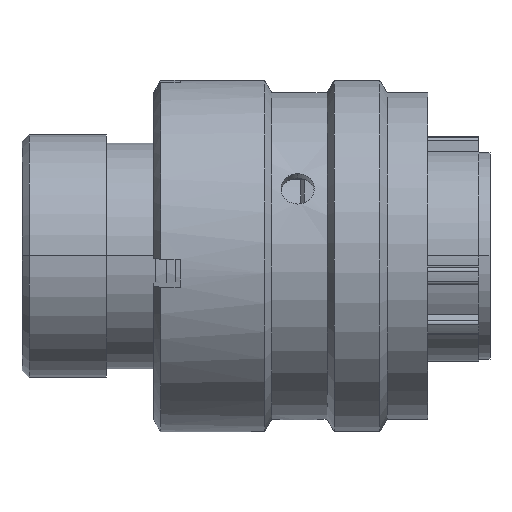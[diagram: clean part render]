
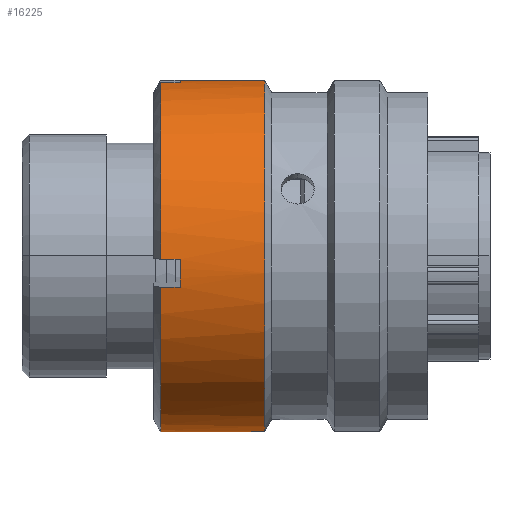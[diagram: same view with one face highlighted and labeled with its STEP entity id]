
A CAD part, top view. The second image highlights one B-rep face of the part: STEP entity #16225.
In plain terms, the highlighted cylindrical face has radius 12.55 mm (diameter 25.1 mm), a partial arc.
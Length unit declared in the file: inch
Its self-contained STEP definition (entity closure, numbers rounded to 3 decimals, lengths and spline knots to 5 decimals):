
#371 = CARTESIAN_POINT ( 'NONE',  ( 0.3889, 0.48611, 0.08847 ) ) ;
#748 = CARTESIAN_POINT ( 'NONE',  ( 0.3889, -0.08847, 0.48611 ) ) ;
#1295 = DIRECTION ( 'NONE',  ( 1., 0., 0. ) ) ;
#1350 = DIRECTION ( 'NONE',  ( 0., -0.1, 0.995 ) ) ;
#1545 = DIRECTION ( 'NONE',  ( 1., 0., 0. ) ) ;
#1909 = EDGE_CURVE ( 'NONE', #10083, #32646, #11488, .T. ) ;
#2077 = VECTOR ( 'NONE', #18998, 39.37008 ) ;
#2078 = VERTEX_POINT ( 'NONE', #25118 ) ;
#2111 = CARTESIAN_POINT ( 'NONE',  ( 0.3889, -0.01013, 0.49399 ) ) ;
#2199 = CARTESIAN_POINT ( 'NONE',  ( 0.68102, 0.49161, 0.04945 ) ) ;
#2444 = LINE ( 'NONE', #26056, #8723 ) ;
#2600 = EDGE_CURVE ( 'NONE', #31833, #17115, #9188, .T. ) ;
#3423 = DIRECTION ( 'NONE',  ( 1., 0., 0. ) ) ;
#3575 = AXIS2_PLACEMENT_3D ( 'NONE', #19451, #3423, #22194 ) ;
#3745 = ORIENTED_EDGE ( 'NONE', *, *, #24529, .T. ) ;
#3776 = CARTESIAN_POINT ( 'NONE',  ( 0.44402, -0.01013, 0.49399 ) ) ;
#3853 = CYLINDRICAL_SURFACE ( 'NONE', #4390, 0.49409 ) ;
#4016 = CARTESIAN_POINT ( 'NONE',  ( 0.68102, 0., 0. ) ) ;
#4390 = AXIS2_PLACEMENT_3D ( 'NONE', #33545, #30847, #12128 ) ;
#4515 = LINE ( 'NONE', #9521, #24281 ) ;
#4829 = ORIENTED_EDGE ( 'NONE', *, *, #30511, .T. ) ;
#4852 = CARTESIAN_POINT ( 'NONE',  ( 0.44402, 0., 0. ) ) ;
#5538 = DIRECTION ( 'NONE',  ( 0., 0.995, 0.1 ) ) ;
#5821 = CARTESIAN_POINT ( 'NONE',  ( 0.44402, -0.08847, 0.48611 ) ) ;
#6658 = ORIENTED_EDGE ( 'NONE', *, *, #32537, .T. ) ;
#6733 = ORIENTED_EDGE ( 'NONE', *, *, #22643, .T. ) ;
#6869 = VECTOR ( 'NONE', #16872, 39.37008 ) ;
#6910 = VERTEX_POINT ( 'NONE', #2111 ) ;
#7230 = FACE_OUTER_BOUND ( 'NONE', #8585, .T. ) ;
#7425 = CARTESIAN_POINT ( 'NONE',  ( 0.3889, 0., 0. ) ) ;
#7553 = DIRECTION ( 'NONE',  ( 0., -0.995, -0.1 ) ) ;
#7931 = CARTESIAN_POINT ( 'NONE',  ( 1.1389, 0.48611, 0.08847 ) ) ;
#8366 = AXIS2_PLACEMENT_3D ( 'NONE', #17591, #1545, #20298 ) ;
#8585 = EDGE_LOOP ( 'NONE', ( #3745, #4829, #23787, #29200, #30760, #6733, #17876, #6658, #24441, #9634, #30113, #23290 ) ) ;
#8723 = VECTOR ( 'NONE', #23471, 39.37008 ) ;
#9188 = LINE ( 'NONE', #29720, #2077 ) ;
#9521 = CARTESIAN_POINT ( 'NONE',  ( 1.1389, -0.49399, -0.01013 ) ) ;
#9634 = ORIENTED_EDGE ( 'NONE', *, *, #2600, .T. ) ;
#9991 = EDGE_CURVE ( 'NONE', #24546, #10083, #2444, .T. ) ;
#10068 = DIRECTION ( 'NONE',  ( 0., 0.995, 0.1 ) ) ;
#10083 = VERTEX_POINT ( 'NONE', #2199 ) ;
#10601 = DIRECTION ( 'NONE',  ( -1., 0., 0. ) ) ;
#11488 = CIRCLE ( 'NONE', #15857, 0.49409 ) ;
#12116 = EDGE_CURVE ( 'NONE', #17115, #33323, #33036, .T. ) ;
#12128 = DIRECTION ( 'NONE',  ( 0., 0.995, 0.1 ) ) ;
#12741 = CARTESIAN_POINT ( 'NONE',  ( 0.44402, 0.48611, 0.08847 ) ) ;
#13389 = VECTOR ( 'NONE', #10601, 39.37008 ) ;
#13872 = CIRCLE ( 'NONE', #3575, 0.49409 ) ;
#13940 = LINE ( 'NONE', #30280, #6869 ) ;
#14873 = CARTESIAN_POINT ( 'NONE',  ( 0.44402, 0.49161, 0.04945 ) ) ;
#15337 = DIRECTION ( 'NONE',  ( 1., 0., 0. ) ) ;
#15857 = AXIS2_PLACEMENT_3D ( 'NONE', #4016, #1295, #5538 ) ;
#16225 = ADVANCED_FACE ( 'NONE', ( #7230 ), #3853, .T. ) ;
#16872 = DIRECTION ( 'NONE',  ( 1., 0., 0. ) ) ;
#17115 = VERTEX_POINT ( 'NONE', #748 ) ;
#17272 = EDGE_CURVE ( 'NONE', #33323, #31394, #4515, .T. ) ;
#17404 = DIRECTION ( 'NONE',  ( 1., 0., 0. ) ) ;
#17591 = CARTESIAN_POINT ( 'NONE',  ( 0.44402, 0., 0. ) ) ;
#17876 = ORIENTED_EDGE ( 'NONE', *, *, #28566, .T. ) ;
#18609 = EDGE_CURVE ( 'NONE', #24546, #34638, #29495, .T. ) ;
#18998 = DIRECTION ( 'NONE',  ( -1., 0., 0. ) ) ;
#19276 = CARTESIAN_POINT ( 'NONE',  ( 0.3889, -0.49399, -0.01013 ) ) ;
#19442 = CIRCLE ( 'NONE', #8366, 0.49409 ) ;
#19451 = CARTESIAN_POINT ( 'NONE',  ( 0.3889, 0., 0. ) ) ;
#20189 = DIRECTION ( 'NONE',  ( 1., 0., 0. ) ) ;
#20298 = DIRECTION ( 'NONE',  ( 0., 0.1, -0.995 ) ) ;
#20761 = CIRCLE ( 'NONE', #30378, 0.49409 ) ;
#21184 = VECTOR ( 'NONE', #15337, 39.37008 ) ;
#22194 = DIRECTION ( 'NONE',  ( 0., 0.995, 0.1 ) ) ;
#22643 = EDGE_CURVE ( 'NONE', #34638, #29714, #27737, .T. ) ;
#23290 = ORIENTED_EDGE ( 'NONE', *, *, #17272, .T. ) ;
#23471 = DIRECTION ( 'NONE',  ( 1., 0., 0. ) ) ;
#23659 = DIRECTION ( 'NONE',  ( 1., 0., 0. ) ) ;
#23787 = ORIENTED_EDGE ( 'NONE', *, *, #1909, .F. ) ;
#24281 = VECTOR ( 'NONE', #20189, 39.37008 ) ;
#24441 = ORIENTED_EDGE ( 'NONE', *, *, #30254, .T. ) ;
#24529 = EDGE_CURVE ( 'NONE', #31394, #2078, #19442, .T. ) ;
#24546 = VERTEX_POINT ( 'NONE', #14873 ) ;
#25118 = CARTESIAN_POINT ( 'NONE',  ( 0.44402, -0.49161, -0.04945 ) ) ;
#26056 = CARTESIAN_POINT ( 'NONE',  ( 1.1389, 0.49161, 0.04945 ) ) ;
#26213 = DIRECTION ( 'NONE',  ( 1., 0., 0. ) ) ;
#27101 = AXIS2_PLACEMENT_3D ( 'NONE', #33507, #17404, #1350 ) ;
#27170 = VERTEX_POINT ( 'NONE', #3776 ) ;
#27737 = LINE ( 'NONE', #7931, #13389 ) ;
#28348 = LINE ( 'NONE', #31464, #21184 ) ;
#28484 = CARTESIAN_POINT ( 'NONE',  ( 0.44402, -0.49399, -0.01013 ) ) ;
#28566 = EDGE_CURVE ( 'NONE', #29714, #6910, #13872, .T. ) ;
#29200 = ORIENTED_EDGE ( 'NONE', *, *, #9991, .F. ) ;
#29495 = CIRCLE ( 'NONE', #27101, 0.49409 ) ;
#29714 = VERTEX_POINT ( 'NONE', #371 ) ;
#29720 = CARTESIAN_POINT ( 'NONE',  ( 1.1389, -0.08847, 0.48611 ) ) ;
#30113 = ORIENTED_EDGE ( 'NONE', *, *, #12116, .T. ) ;
#30254 = EDGE_CURVE ( 'NONE', #27170, #31833, #20761, .T. ) ;
#30280 = CARTESIAN_POINT ( 'NONE',  ( 1.1389, -0.49161, -0.04945 ) ) ;
#30378 = AXIS2_PLACEMENT_3D ( 'NONE', #4852, #23659, #7553 ) ;
#30511 = EDGE_CURVE ( 'NONE', #2078, #32646, #13940, .T. ) ;
#30760 = ORIENTED_EDGE ( 'NONE', *, *, #18609, .T. ) ;
#30847 = DIRECTION ( 'NONE',  ( 1., 0., 0. ) ) ;
#31394 = VERTEX_POINT ( 'NONE', #28484 ) ;
#31464 = CARTESIAN_POINT ( 'NONE',  ( 1.1389, -0.01013, 0.49399 ) ) ;
#31833 = VERTEX_POINT ( 'NONE', #5821 ) ;
#32153 = CARTESIAN_POINT ( 'NONE',  ( 0.68102, -0.49161, -0.04945 ) ) ;
#32537 = EDGE_CURVE ( 'NONE', #6910, #27170, #28348, .T. ) ;
#32646 = VERTEX_POINT ( 'NONE', #32153 ) ;
#33036 = CIRCLE ( 'NONE', #34723, 0.49409 ) ;
#33323 = VERTEX_POINT ( 'NONE', #19276 ) ;
#33507 = CARTESIAN_POINT ( 'NONE',  ( 0.44402, 0., 0. ) ) ;
#33545 = CARTESIAN_POINT ( 'NONE',  ( 1.1389, 0., 0. ) ) ;
#34638 = VERTEX_POINT ( 'NONE', #12741 ) ;
#34723 = AXIS2_PLACEMENT_3D ( 'NONE', #7425, #26213, #10068 ) ;
